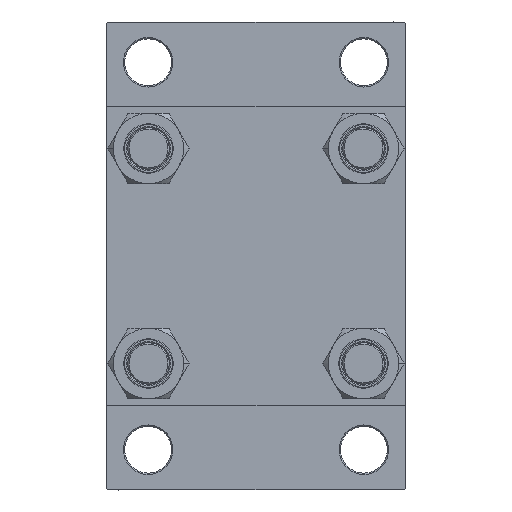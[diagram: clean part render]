
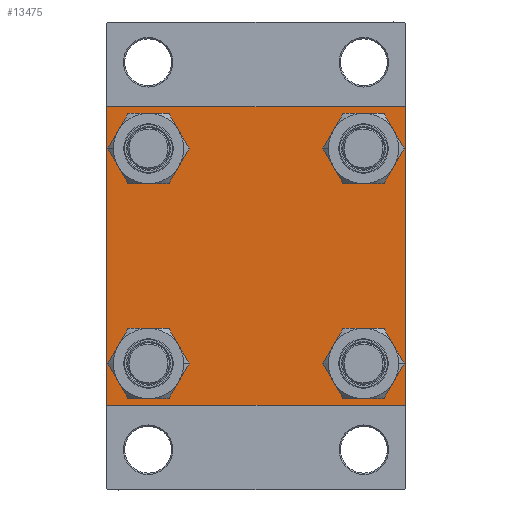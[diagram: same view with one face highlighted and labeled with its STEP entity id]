
A CAD part, left-side view. The second image highlights one B-rep face of the part: STEP entity #13475.
In plain terms, the highlighted planar face has unit normal (-1, 0, 0).
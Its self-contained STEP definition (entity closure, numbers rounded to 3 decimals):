
#267 = EDGE_CURVE ( 'NONE', #28587, #30725, #6816, .T. ) ;
#401 = FACE_BOUND ( 'NONE', #10632, .T. ) ;
#434 = EDGE_CURVE ( 'NONE', #25581, #38224, #27957, .T. ) ;
#944 = LINE ( 'NONE', #15637, #20073 ) ;
#1083 = ORIENTED_EDGE ( 'NONE', *, *, #1842, .T. ) ;
#1643 = CARTESIAN_POINT ( 'NONE',  ( 0., -57.5, 57. ) ) ;
#1842 = EDGE_CURVE ( 'NONE', #33084, #41616, #33616, .T. ) ;
#2185 = EDGE_CURVE ( 'NONE', #32910, #42695, #21858, .T. ) ;
#2540 = DIRECTION ( 'NONE',  ( 0., -1., 0. ) ) ;
#2827 = EDGE_LOOP ( 'NONE', ( #44016, #46779 ) ) ;
#2953 = DIRECTION ( 'NONE',  ( 1., 0., 0. ) ) ;
#3654 = VECTOR ( 'NONE', #17193, 1000. ) ;
#3915 = AXIS2_PLACEMENT_3D ( 'NONE', #40394, #11023, #44496 ) ;
#3978 = EDGE_CURVE ( 'NONE', #4827, #22084, #40489, .T. ) ;
#4189 = EDGE_CURVE ( 'NONE', #47508, #46127, #5287, .T. ) ;
#4265 = CARTESIAN_POINT ( 'NONE',  ( 0., -41.35, 41.35 ) ) ;
#4282 = LINE ( 'NONE', #29576, #44380 ) ;
#4588 = EDGE_CURVE ( 'NONE', #14021, #8915, #44396, .T. ) ;
#4645 = ORIENTED_EDGE ( 'NONE', *, *, #39052, .F. ) ;
#4827 = VERTEX_POINT ( 'NONE', #45291 ) ;
#5287 = LINE ( 'NONE', #26082, #25165 ) ;
#5356 = ORIENTED_EDGE ( 'NONE', *, *, #4588, .T. ) ;
#6246 = CARTESIAN_POINT ( 'NONE',  ( 0., 57.5, 57. ) ) ;
#6604 = CARTESIAN_POINT ( 'NONE',  ( 0., 41.35, 32.85 ) ) ;
#6816 = CIRCLE ( 'NONE', #12969, 8.5 ) ;
#7185 = DIRECTION ( 'NONE',  ( 0., 0., -1. ) ) ;
#7398 = FACE_BOUND ( 'NONE', #44638, .T. ) ;
#8915 = VERTEX_POINT ( 'NONE', #26891 ) ;
#9497 = DIRECTION ( 'NONE',  ( 0., 0., 1. ) ) ;
#9499 = LINE ( 'NONE', #31878, #3654 ) ;
#9508 = EDGE_CURVE ( 'NONE', #8915, #14021, #23027, .T. ) ;
#10194 = DIRECTION ( 'NONE',  ( 0., 0., 1. ) ) ;
#10401 = CARTESIAN_POINT ( 'NONE',  ( 0., -57.5, -57. ) ) ;
#10430 = CARTESIAN_POINT ( 'NONE',  ( 0., -41.35, -49.85 ) ) ;
#10632 = EDGE_LOOP ( 'NONE', ( #5356, #21000 ) ) ;
#11023 = DIRECTION ( 'NONE',  ( 1., 0., 0. ) ) ;
#11237 = EDGE_LOOP ( 'NONE', ( #23687, #20059 ) ) ;
#11278 = VECTOR ( 'NONE', #17230, 1000. ) ;
#11492 = CARTESIAN_POINT ( 'NONE',  ( 0., 0., 0. ) ) ;
#12269 = CARTESIAN_POINT ( 'NONE',  ( 0., 41.35, -32.85 ) ) ;
#12329 = DIRECTION ( 'NONE',  ( 0., 0., 1. ) ) ;
#12969 = AXIS2_PLACEMENT_3D ( 'NONE', #26065, #22924, #18349 ) ;
#13475 = ADVANCED_FACE ( 'NONE', ( #36780, #44970, #401, #7398, #22800 ), #29793, .T. ) ;
#13498 = EDGE_CURVE ( 'NONE', #30725, #28587, #38497, .T. ) ;
#13602 = EDGE_CURVE ( 'NONE', #41616, #33084, #31582, .T. ) ;
#13754 = EDGE_CURVE ( 'NONE', #46127, #25611, #29441, .T. ) ;
#14021 = VERTEX_POINT ( 'NONE', #12269 ) ;
#14119 = EDGE_CURVE ( 'NONE', #25611, #36691, #944, .T. ) ;
#14390 = CARTESIAN_POINT ( 'NONE',  ( 0., 57.25, 57.25 ) ) ;
#14593 = AXIS2_PLACEMENT_3D ( 'NONE', #4265, #47413, #22097 ) ;
#14630 = DIRECTION ( 'NONE',  ( 0., 0., 1. ) ) ;
#14776 = ORIENTED_EDGE ( 'NONE', *, *, #13754, .T. ) ;
#15637 = CARTESIAN_POINT ( 'NONE',  ( 0., -57.25, -57.25 ) ) ;
#16589 = VECTOR ( 'NONE', #40403, 1000. ) ;
#16625 = ORIENTED_EDGE ( 'NONE', *, *, #28339, .F. ) ;
#17193 = DIRECTION ( 'NONE',  ( 0., -1., 0. ) ) ;
#17230 = DIRECTION ( 'NONE',  ( 0., 0., -1. ) ) ;
#18201 = AXIS2_PLACEMENT_3D ( 'NONE', #24135, #31585, #35440 ) ;
#18349 = DIRECTION ( 'NONE',  ( 0., 0., 1. ) ) ;
#18963 = AXIS2_PLACEMENT_3D ( 'NONE', #46120, #31643, #9497 ) ;
#19008 = AXIS2_PLACEMENT_3D ( 'NONE', #29917, #23168, #12329 ) ;
#19161 = CARTESIAN_POINT ( 'NONE',  ( 0., 57., 57.5 ) ) ;
#19420 = DIRECTION ( 'NONE',  ( -1., 0., 0. ) ) ;
#20059 = ORIENTED_EDGE ( 'NONE', *, *, #47282, .T. ) ;
#20073 = VECTOR ( 'NONE', #30325, 1000. ) ;
#21000 = ORIENTED_EDGE ( 'NONE', *, *, #9508, .T. ) ;
#21287 = ORIENTED_EDGE ( 'NONE', *, *, #13602, .T. ) ;
#21858 = LINE ( 'NONE', #14390, #16589 ) ;
#22084 = VERTEX_POINT ( 'NONE', #44605 ) ;
#22097 = DIRECTION ( 'NONE',  ( 0., 0., 1. ) ) ;
#22800 = FACE_OUTER_BOUND ( 'NONE', #24207, .T. ) ;
#22924 = DIRECTION ( 'NONE',  ( 1., 0., 0. ) ) ;
#22976 = CARTESIAN_POINT ( 'NONE',  ( 0., -41.35, -32.85 ) ) ;
#23027 = CIRCLE ( 'NONE', #36850, 8.5 ) ;
#23168 = DIRECTION ( 'NONE',  ( 1., 0., 0. ) ) ;
#23357 = CARTESIAN_POINT ( 'NONE',  ( 0., 41.35, 49.85 ) ) ;
#23687 = ORIENTED_EDGE ( 'NONE', *, *, #3978, .T. ) ;
#24135 = CARTESIAN_POINT ( 'NONE',  ( 0., 41.35, -41.35 ) ) ;
#24207 = EDGE_LOOP ( 'NONE', ( #29002, #41950, #14776, #31008, #16625, #39895, #4645, #39746 ) ) ;
#24709 = CARTESIAN_POINT ( 'NONE',  ( 0., 57.5, -57.5 ) ) ;
#25165 = VECTOR ( 'NONE', #40769, 1000. ) ;
#25581 = VERTEX_POINT ( 'NONE', #1643 ) ;
#25611 = VERTEX_POINT ( 'NONE', #34627 ) ;
#26065 = CARTESIAN_POINT ( 'NONE',  ( 0., -41.35, -41.35 ) ) ;
#26082 = CARTESIAN_POINT ( 'NONE',  ( 0., 57.25, -57.25 ) ) ;
#26374 = CARTESIAN_POINT ( 'NONE',  ( 0., -57., 57.5 ) ) ;
#26464 = CARTESIAN_POINT ( 'NONE',  ( 0., 57., -57.5 ) ) ;
#26891 = CARTESIAN_POINT ( 'NONE',  ( 0., 41.35, -49.85 ) ) ;
#27027 = VECTOR ( 'NONE', #2540, 1000. ) ;
#27602 = DIRECTION ( 'NONE',  ( 1., 0., 0. ) ) ;
#27744 = AXIS2_PLACEMENT_3D ( 'NONE', #11492, #19420, #14630 ) ;
#27957 = LINE ( 'NONE', #39273, #32179 ) ;
#28339 = EDGE_CURVE ( 'NONE', #25581, #36691, #35768, .T. ) ;
#28587 = VERTEX_POINT ( 'NONE', #10430 ) ;
#29002 = ORIENTED_EDGE ( 'NONE', *, *, #37787, .T. ) ;
#29027 = CARTESIAN_POINT ( 'NONE',  ( 0., -57.5, 57.5 ) ) ;
#29441 = LINE ( 'NONE', #24709, #27027 ) ;
#29576 = CARTESIAN_POINT ( 'NONE',  ( 0., 57.5, 57.5 ) ) ;
#29793 = PLANE ( 'NONE',  #27744 ) ;
#29917 = CARTESIAN_POINT ( 'NONE',  ( 0., 41.35, 41.35 ) ) ;
#30325 = DIRECTION ( 'NONE',  ( 0., -0.707, 0.707 ) ) ;
#30725 = VERTEX_POINT ( 'NONE', #22976 ) ;
#31008 = ORIENTED_EDGE ( 'NONE', *, *, #14119, .T. ) ;
#31582 = CIRCLE ( 'NONE', #36956, 8.5 ) ;
#31585 = DIRECTION ( 'NONE',  ( 1., 0., 0. ) ) ;
#31643 = DIRECTION ( 'NONE',  ( 1., 0., 0. ) ) ;
#31878 = CARTESIAN_POINT ( 'NONE',  ( 0., 57.5, 57.5 ) ) ;
#32092 = CARTESIAN_POINT ( 'NONE',  ( 0., 41.35, -41.35 ) ) ;
#32179 = VECTOR ( 'NONE', #43364, 1000. ) ;
#32243 = CIRCLE ( 'NONE', #14593, 8.5 ) ;
#32910 = VERTEX_POINT ( 'NONE', #19161 ) ;
#33084 = VERTEX_POINT ( 'NONE', #6604 ) ;
#33616 = CIRCLE ( 'NONE', #19008, 8.5 ) ;
#34627 = CARTESIAN_POINT ( 'NONE',  ( 0., -57., -57.5 ) ) ;
#34819 = DIRECTION ( 'NONE',  ( 0., 0., 1. ) ) ;
#35440 = DIRECTION ( 'NONE',  ( 0., 0., 1. ) ) ;
#35768 = LINE ( 'NONE', #29027, #11278 ) ;
#36691 = VERTEX_POINT ( 'NONE', #10401 ) ;
#36733 = CARTESIAN_POINT ( 'NONE',  ( 0., 57.5, -57. ) ) ;
#36780 = FACE_BOUND ( 'NONE', #11237, .T. ) ;
#36850 = AXIS2_PLACEMENT_3D ( 'NONE', #32092, #2953, #10194 ) ;
#36956 = AXIS2_PLACEMENT_3D ( 'NONE', #42051, #27602, #34819 ) ;
#37787 = EDGE_CURVE ( 'NONE', #42695, #47508, #4282, .T. ) ;
#38224 = VERTEX_POINT ( 'NONE', #26374 ) ;
#38497 = CIRCLE ( 'NONE', #3915, 8.5 ) ;
#39052 = EDGE_CURVE ( 'NONE', #32910, #38224, #9499, .T. ) ;
#39273 = CARTESIAN_POINT ( 'NONE',  ( 0., -57.25, 57.25 ) ) ;
#39746 = ORIENTED_EDGE ( 'NONE', *, *, #2185, .T. ) ;
#39895 = ORIENTED_EDGE ( 'NONE', *, *, #434, .T. ) ;
#40394 = CARTESIAN_POINT ( 'NONE',  ( 0., -41.35, -41.35 ) ) ;
#40403 = DIRECTION ( 'NONE',  ( 0., 0.707, -0.707 ) ) ;
#40489 = CIRCLE ( 'NONE', #18963, 8.5 ) ;
#40769 = DIRECTION ( 'NONE',  ( 0., -0.707, -0.707 ) ) ;
#41616 = VERTEX_POINT ( 'NONE', #23357 ) ;
#41950 = ORIENTED_EDGE ( 'NONE', *, *, #4189, .T. ) ;
#42051 = CARTESIAN_POINT ( 'NONE',  ( 0., 41.35, 41.35 ) ) ;
#42695 = VERTEX_POINT ( 'NONE', #6246 ) ;
#43364 = DIRECTION ( 'NONE',  ( 0., 0.707, 0.707 ) ) ;
#44016 = ORIENTED_EDGE ( 'NONE', *, *, #13498, .T. ) ;
#44380 = VECTOR ( 'NONE', #7185, 1000. ) ;
#44396 = CIRCLE ( 'NONE', #18201, 8.5 ) ;
#44496 = DIRECTION ( 'NONE',  ( 0., 0., 1. ) ) ;
#44605 = CARTESIAN_POINT ( 'NONE',  ( 0., -41.35, 32.85 ) ) ;
#44638 = EDGE_LOOP ( 'NONE', ( #21287, #1083 ) ) ;
#44970 = FACE_BOUND ( 'NONE', #2827, .T. ) ;
#45291 = CARTESIAN_POINT ( 'NONE',  ( 0., -41.35, 49.85 ) ) ;
#46120 = CARTESIAN_POINT ( 'NONE',  ( 0., -41.35, 41.35 ) ) ;
#46127 = VERTEX_POINT ( 'NONE', #26464 ) ;
#46779 = ORIENTED_EDGE ( 'NONE', *, *, #267, .T. ) ;
#47282 = EDGE_CURVE ( 'NONE', #22084, #4827, #32243, .T. ) ;
#47413 = DIRECTION ( 'NONE',  ( 1., 0., 0. ) ) ;
#47508 = VERTEX_POINT ( 'NONE', #36733 ) ;
